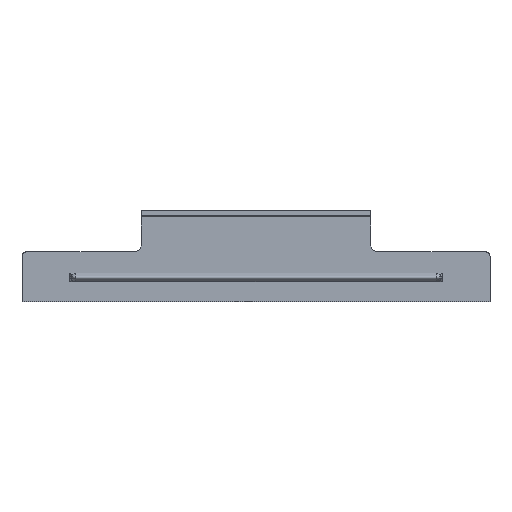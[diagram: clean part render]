
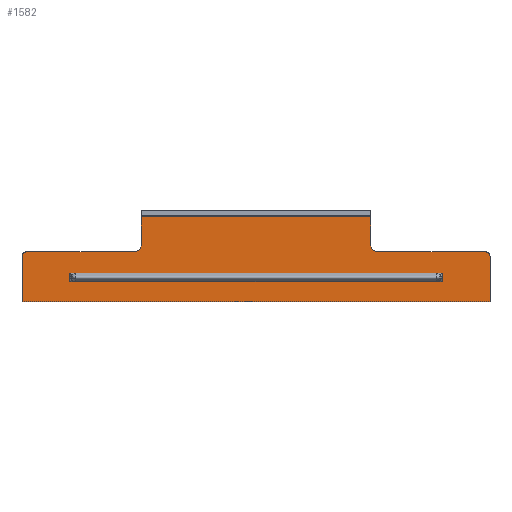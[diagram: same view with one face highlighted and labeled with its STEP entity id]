
A CAD part, front view. The second image highlights one B-rep face of the part: STEP entity #1582.
In plain terms, the highlighted planar face has unit normal (0, -1, 0).
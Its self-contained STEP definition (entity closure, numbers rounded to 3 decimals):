
#18 = EDGE_CURVE ( 'NONE', #1676, #180, #361, .T. ) ;
#30 = DIRECTION ( 'NONE',  ( 0., 0., 1. ) ) ;
#82 = DIRECTION ( 'NONE',  ( -1., 0., 0. ) ) ;
#83 = CARTESIAN_POINT ( 'NONE',  ( 98., 9.3, 8.75 ) ) ;
#132 = EDGE_CURVE ( 'NONE', #1966, #1976, #1120, .T. ) ;
#171 = CARTESIAN_POINT ( 'NONE',  ( -51., 9.3, 13.75 ) ) ;
#180 = VERTEX_POINT ( 'NONE', #1855 ) ;
#188 = CARTESIAN_POINT ( 'NONE',  ( 78., 9.3, -0.7 ) ) ;
#223 = FACE_OUTER_BOUND ( 'NONE', #525, .T. ) ;
#224 = AXIS2_PLACEMENT_3D ( 'NONE', #279, #731, #1378 ) ;
#258 = CARTESIAN_POINT ( 'NONE',  ( 98., 9.3, -0.7 ) ) ;
#260 = DIRECTION ( 'NONE',  ( 0., 1., 0. ) ) ;
#279 = CARTESIAN_POINT ( 'NONE',  ( 51., 9.3, 13.75 ) ) ;
#282 = ORIENTED_EDGE ( 'NONE', *, *, #132, .T. ) ;
#306 = CARTESIAN_POINT ( 'NONE',  ( -98., 9.3, -10.25 ) ) ;
#322 = CIRCLE ( 'NONE', #1003, 2. ) ;
#336 = DIRECTION ( 'NONE',  ( -1., 0., 0. ) ) ;
#347 = EDGE_CURVE ( 'NONE', #1976, #473, #640, .T. ) ;
#361 = LINE ( 'NONE', #493, #1576 ) ;
#363 = ORIENTED_EDGE ( 'NONE', *, *, #1728, .T. ) ;
#385 = ORIENTED_EDGE ( 'NONE', *, *, #482, .T. ) ;
#404 = VERTEX_POINT ( 'NONE', #188 ) ;
#412 = DIRECTION ( 'NONE',  ( 0., 0., 1. ) ) ;
#473 = VERTEX_POINT ( 'NONE', #1973 ) ;
#478 = VERTEX_POINT ( 'NONE', #83 ) ;
#482 = EDGE_CURVE ( 'NONE', #478, #1661, #789, .T. ) ;
#492 = DIRECTION ( 'NONE',  ( 0., 0., 1. ) ) ;
#493 = CARTESIAN_POINT ( 'NONE',  ( -48., 9.3, 25.45 ) ) ;
#494 = EDGE_CURVE ( 'NONE', #473, #1676, #1176, .T. ) ;
#499 = CARTESIAN_POINT ( 'NONE',  ( 98., 9.3, -0.7 ) ) ;
#525 = EDGE_LOOP ( 'NONE', ( #1961, #385, #936, #282, #941, #673, #1727, #363, #1467, #822, #1250, #1898 ) ) ;
#538 = CARTESIAN_POINT ( 'NONE',  ( 98., 9.3, 25.45 ) ) ;
#542 = DIRECTION ( 'NONE',  ( 0., 0., 1. ) ) ;
#544 = AXIS2_PLACEMENT_3D ( 'NONE', #538, #260, #412 ) ;
#553 = CARTESIAN_POINT ( 'NONE',  ( 51., 9.3, 10.75 ) ) ;
#568 = VERTEX_POINT ( 'NONE', #845 ) ;
#579 = ORIENTED_EDGE ( 'NONE', *, *, #1753, .F. ) ;
#606 = VECTOR ( 'NONE', #872, 1000. ) ;
#640 = LINE ( 'NONE', #1311, #1925 ) ;
#658 = EDGE_CURVE ( 'NONE', #1661, #1966, #1942, .T. ) ;
#673 = ORIENTED_EDGE ( 'NONE', *, *, #494, .T. ) ;
#731 = DIRECTION ( 'NONE',  ( 0., 1., 0. ) ) ;
#751 = LINE ( 'NONE', #1549, #1503 ) ;
#789 = CIRCLE ( 'NONE', #1071, 2. ) ;
#791 = VECTOR ( 'NONE', #907, 1000. ) ;
#812 = CARTESIAN_POINT ( 'NONE',  ( 98., 9.3, 10.75 ) ) ;
#822 = ORIENTED_EDGE ( 'NONE', *, *, #1253, .T. ) ;
#823 = EDGE_LOOP ( 'NONE', ( #1968, #1033, #1733, #579 ) ) ;
#836 = VERTEX_POINT ( 'NONE', #1740 ) ;
#839 = PLANE ( 'NONE',  #544 ) ;
#845 = CARTESIAN_POINT ( 'NONE',  ( 78., 9.3, 0.7 ) ) ;
#856 = CARTESIAN_POINT ( 'NONE',  ( 96., 9.3, 8.75 ) ) ;
#872 = DIRECTION ( 'NONE',  ( 0., 0., -1. ) ) ;
#907 = DIRECTION ( 'NONE',  ( 0., 0., -1. ) ) ;
#913 = VERTEX_POINT ( 'NONE', #1327 ) ;
#935 = DIRECTION ( 'NONE',  ( 0., 0., 1. ) ) ;
#936 = ORIENTED_EDGE ( 'NONE', *, *, #658, .T. ) ;
#941 = ORIENTED_EDGE ( 'NONE', *, *, #347, .T. ) ;
#949 = CARTESIAN_POINT ( 'NONE',  ( -78., 9.3, -0.7 ) ) ;
#983 = DIRECTION ( 'NONE',  ( 0., 0., -1. ) ) ;
#986 = VERTEX_POINT ( 'NONE', #1922 ) ;
#990 = VECTOR ( 'NONE', #1849, 1000. ) ;
#1003 = AXIS2_PLACEMENT_3D ( 'NONE', #1411, #1264, #1905 ) ;
#1033 = ORIENTED_EDGE ( 'NONE', *, *, #1795, .T. ) ;
#1069 = CARTESIAN_POINT ( 'NONE',  ( -98., 9.3, -0.7 ) ) ;
#1070 = CARTESIAN_POINT ( 'NONE',  ( -78., 9.3, -10.25 ) ) ;
#1071 = AXIS2_PLACEMENT_3D ( 'NONE', #856, #1493, #542 ) ;
#1077 = DIRECTION ( 'NONE',  ( -1., 0., 0. ) ) ;
#1092 = EDGE_CURVE ( 'NONE', #478, #986, #1999, .T. ) ;
#1110 = EDGE_CURVE ( 'NONE', #404, #568, #1876, .T. ) ;
#1119 = LINE ( 'NONE', #1425, #2003 ) ;
#1120 = CIRCLE ( 'NONE', #224, 3. ) ;
#1126 = CARTESIAN_POINT ( 'NONE',  ( -48., 9.3, 25.45 ) ) ;
#1162 = DIRECTION ( 'NONE',  ( -1., 0., 0. ) ) ;
#1166 = EDGE_CURVE ( 'NONE', #836, #1553, #751, .T. ) ;
#1176 = LINE ( 'NONE', #1794, #1336 ) ;
#1194 = FACE_BOUND ( 'NONE', #823, .T. ) ;
#1240 = CARTESIAN_POINT ( 'NONE',  ( 78., 9.3, -10.25 ) ) ;
#1250 = ORIENTED_EDGE ( 'NONE', *, *, #1372, .T. ) ;
#1253 = EDGE_CURVE ( 'NONE', #1553, #913, #322, .T. ) ;
#1262 = VERTEX_POINT ( 'NONE', #949 ) ;
#1264 = DIRECTION ( 'NONE',  ( 0., -1., 0. ) ) ;
#1265 = LINE ( 'NONE', #1069, #791 ) ;
#1293 = VECTOR ( 'NONE', #1456, 1000. ) ;
#1307 = LINE ( 'NONE', #1924, #1871 ) ;
#1311 = CARTESIAN_POINT ( 'NONE',  ( 48., 9.3, 25.45 ) ) ;
#1327 = CARTESIAN_POINT ( 'NONE',  ( -98., 9.3, 8.75 ) ) ;
#1328 = CARTESIAN_POINT ( 'NONE',  ( -78., 9.3, 0.7 ) ) ;
#1336 = VECTOR ( 'NONE', #1806, 1000. ) ;
#1371 = VECTOR ( 'NONE', #935, 1000. ) ;
#1372 = EDGE_CURVE ( 'NONE', #913, #1690, #1265, .T. ) ;
#1378 = DIRECTION ( 'NONE',  ( 0., 0., 1. ) ) ;
#1409 = EDGE_CURVE ( 'NONE', #986, #1690, #1307, .T. ) ;
#1411 = CARTESIAN_POINT ( 'NONE',  ( -96., 9.3, 8.75 ) ) ;
#1425 = CARTESIAN_POINT ( 'NONE',  ( 98., 9.3, 0.7 ) ) ;
#1456 = DIRECTION ( 'NONE',  ( -1., 0., 0. ) ) ;
#1467 = ORIENTED_EDGE ( 'NONE', *, *, #1166, .T. ) ;
#1472 = AXIS2_PLACEMENT_3D ( 'NONE', #171, #1750, #30 ) ;
#1475 = LINE ( 'NONE', #499, #1782 ) ;
#1490 = CARTESIAN_POINT ( 'NONE',  ( 96., 9.3, 10.75 ) ) ;
#1493 = DIRECTION ( 'NONE',  ( 0., -1., 0. ) ) ;
#1503 = VECTOR ( 'NONE', #1077, 1000. ) ;
#1549 = CARTESIAN_POINT ( 'NONE',  ( 98., 9.3, 10.75 ) ) ;
#1553 = VERTEX_POINT ( 'NONE', #2028 ) ;
#1576 = VECTOR ( 'NONE', #983, 1000. ) ;
#1582 = ADVANCED_FACE ( 'NONE', ( #1194, #223 ), #839, .F. ) ;
#1604 = CIRCLE ( 'NONE', #1472, 3. ) ;
#1622 = VERTEX_POINT ( 'NONE', #1328 ) ;
#1661 = VERTEX_POINT ( 'NONE', #1490 ) ;
#1676 = VERTEX_POINT ( 'NONE', #1126 ) ;
#1690 = VERTEX_POINT ( 'NONE', #306 ) ;
#1696 = CARTESIAN_POINT ( 'NONE',  ( 48., 9.3, 13.75 ) ) ;
#1727 = ORIENTED_EDGE ( 'NONE', *, *, #18, .T. ) ;
#1728 = EDGE_CURVE ( 'NONE', #180, #836, #1604, .T. ) ;
#1733 = ORIENTED_EDGE ( 'NONE', *, *, #1992, .T. ) ;
#1740 = CARTESIAN_POINT ( 'NONE',  ( -51., 9.3, 10.75 ) ) ;
#1750 = DIRECTION ( 'NONE',  ( 0., 1., 0. ) ) ;
#1753 = EDGE_CURVE ( 'NONE', #568, #1622, #1119, .T. ) ;
#1782 = VECTOR ( 'NONE', #82, 1000. ) ;
#1794 = CARTESIAN_POINT ( 'NONE',  ( 98., 9.3, 25.45 ) ) ;
#1795 = EDGE_CURVE ( 'NONE', #404, #1262, #1475, .T. ) ;
#1806 = DIRECTION ( 'NONE',  ( -1., 0., 0. ) ) ;
#1840 = LINE ( 'NONE', #1070, #990 ) ;
#1849 = DIRECTION ( 'NONE',  ( 0., 0., 1. ) ) ;
#1855 = CARTESIAN_POINT ( 'NONE',  ( -48., 9.3, 13.75 ) ) ;
#1871 = VECTOR ( 'NONE', #1162, 1000. ) ;
#1876 = LINE ( 'NONE', #1240, #1371 ) ;
#1898 = ORIENTED_EDGE ( 'NONE', *, *, #1409, .F. ) ;
#1905 = DIRECTION ( 'NONE',  ( 0., 0., 1. ) ) ;
#1922 = CARTESIAN_POINT ( 'NONE',  ( 98., 9.3, -10.25 ) ) ;
#1924 = CARTESIAN_POINT ( 'NONE',  ( 98., 9.3, -10.25 ) ) ;
#1925 = VECTOR ( 'NONE', #492, 1000. ) ;
#1942 = LINE ( 'NONE', #812, #1293 ) ;
#1961 = ORIENTED_EDGE ( 'NONE', *, *, #1092, .F. ) ;
#1966 = VERTEX_POINT ( 'NONE', #553 ) ;
#1968 = ORIENTED_EDGE ( 'NONE', *, *, #1110, .F. ) ;
#1973 = CARTESIAN_POINT ( 'NONE',  ( 48., 9.3, 25.45 ) ) ;
#1976 = VERTEX_POINT ( 'NONE', #1696 ) ;
#1992 = EDGE_CURVE ( 'NONE', #1262, #1622, #1840, .T. ) ;
#1999 = LINE ( 'NONE', #258, #606 ) ;
#2003 = VECTOR ( 'NONE', #336, 1000. ) ;
#2028 = CARTESIAN_POINT ( 'NONE',  ( -96., 9.3, 10.75 ) ) ;
